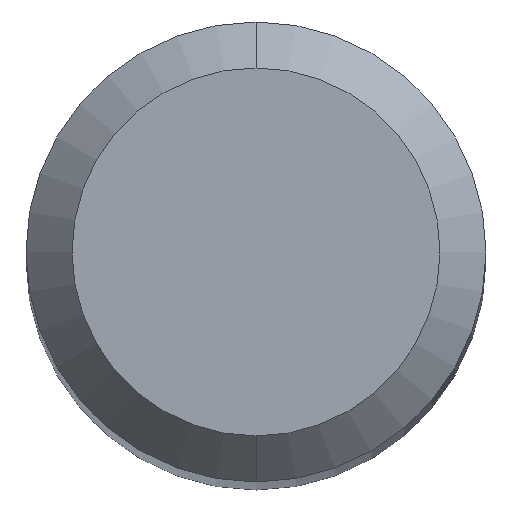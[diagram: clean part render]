
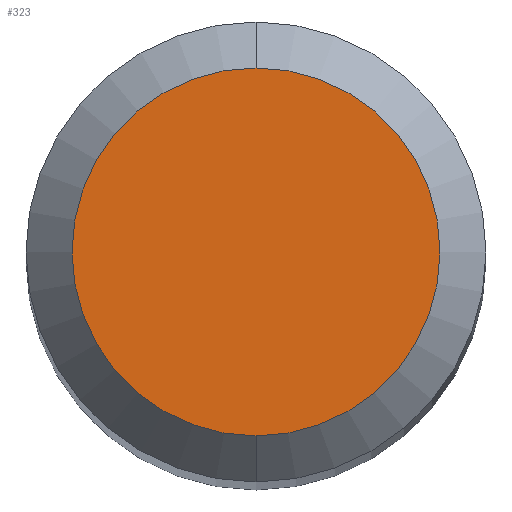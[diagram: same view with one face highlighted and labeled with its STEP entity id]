
A CAD part, top view. The second image highlights one B-rep face of the part: STEP entity #323.
In plain terms, the highlighted planar face has unit normal (0, 0, 1).
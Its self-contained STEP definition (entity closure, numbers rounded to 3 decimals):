
#285=EDGE_CURVE('',#447,#361,#603,.T.);
#323=ADVANCED_FACE('',(#645),#646,.T.);
#361=VERTEX_POINT('',#686);
#383=EDGE_CURVE('',#361,#447,#713,.T.);
#447=VERTEX_POINT('',#782);
#603=CIRCLE('',#1063,1.2);
#645=FACE_OUTER_BOUND('',#1121,.T.);
#646=PLANE('',#1122);
#686=CARTESIAN_POINT('',(0.0,1.2,0.));
#713=CIRCLE('',#1284,1.2);
#782=CARTESIAN_POINT('',(0.,-1.2,0.));
#1063=AXIS2_PLACEMENT_3D('',#1573,#1574,#1575);
#1121=EDGE_LOOP('',(#1620,#1621));
#1122=AXIS2_PLACEMENT_3D('',#1622,#1623,#1624);
#1284=AXIS2_PLACEMENT_3D('',#1698,#1699,#1700);
#1573=CARTESIAN_POINT('',(0.0,0.0,0.));
#1574=DIRECTION('',(0.0,0.0,-1.0));
#1575=DIRECTION('',(0.0,1.0,0.0));
#1620=ORIENTED_EDGE('',*,*,#383,.F.);
#1621=ORIENTED_EDGE('',*,*,#285,.F.);
#1622=CARTESIAN_POINT('',(0.0,0.6,0.));
#1623=DIRECTION('',(-0.0,0.0,1.0));
#1624=DIRECTION('',(0.0,-1.0,0.0));
#1698=CARTESIAN_POINT('',(0.0,0.0,0.));
#1699=DIRECTION('',(0.0,0.0,-1.0));
#1700=DIRECTION('',(0.0,1.0,0.0));
